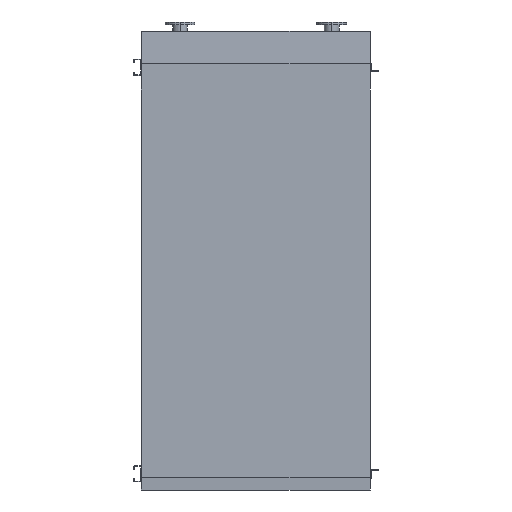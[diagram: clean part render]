
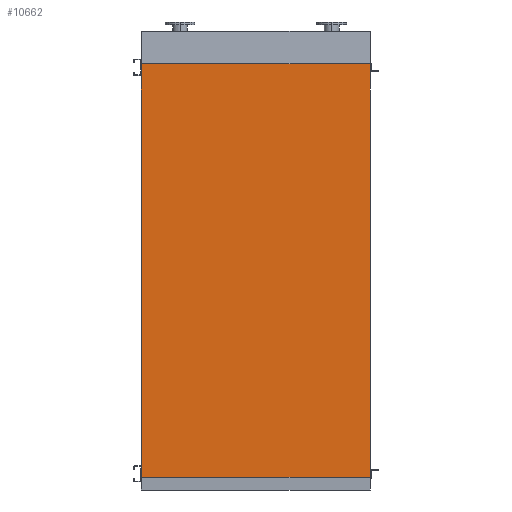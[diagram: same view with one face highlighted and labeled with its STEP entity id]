
A CAD part, front view. The second image highlights one B-rep face of the part: STEP entity #10662.
In plain terms, the highlighted planar face has unit normal (0, -1, 0).
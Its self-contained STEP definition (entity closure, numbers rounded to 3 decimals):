
#359 = CARTESIAN_POINT ( 'NONE',  ( 845., 0., -3050. ) ) ;
#750 = VECTOR ( 'NONE', #4068, 1000. ) ;
#1029 = VERTEX_POINT ( 'NONE', #9674 ) ;
#1393 = CARTESIAN_POINT ( 'NONE',  ( -845., 0., 0. ) ) ;
#1447 = LINE ( 'NONE', #1393, #8468 ) ;
#1552 = CARTESIAN_POINT ( 'NONE',  ( -845., 0., -3050. ) ) ;
#2095 = VERTEX_POINT ( 'NONE', #5654 ) ;
#3353 = EDGE_CURVE ( 'NONE', #9113, #10496, #1447, .T. ) ;
#3620 = EDGE_CURVE ( 'NONE', #2095, #10496, #5021, .T. ) ;
#3841 = CARTESIAN_POINT ( 'NONE',  ( -845., 0., -3050. ) ) ;
#3958 = LINE ( 'NONE', #3841, #8716 ) ;
#4068 = DIRECTION ( 'NONE',  ( 0., 0., 1. ) ) ;
#4423 = DIRECTION ( 'NONE',  ( 0., -1., 0. ) ) ;
#4486 = VECTOR ( 'NONE', #11666, 1000. ) ;
#5021 = LINE ( 'NONE', #359, #750 ) ;
#5259 = PLANE ( 'NONE',  #11066 ) ;
#5646 = ORIENTED_EDGE ( 'NONE', *, *, #3620, .T. ) ;
#5654 = CARTESIAN_POINT ( 'NONE',  ( 845., 0., -3050. ) ) ;
#5748 = ORIENTED_EDGE ( 'NONE', *, *, #3353, .F. ) ;
#6286 = LINE ( 'NONE', #6403, #4486 ) ;
#6403 = CARTESIAN_POINT ( 'NONE',  ( -845., 0., -3050. ) ) ;
#6906 = ORIENTED_EDGE ( 'NONE', *, *, #11110, .F. ) ;
#7630 = ORIENTED_EDGE ( 'NONE', *, *, #8808, .T. ) ;
#8007 = CARTESIAN_POINT ( 'NONE',  ( -845., 0., 0. ) ) ;
#8468 = VECTOR ( 'NONE', #8577, 1000. ) ;
#8577 = DIRECTION ( 'NONE',  ( 1., 0., 0. ) ) ;
#8716 = VECTOR ( 'NONE', #11028, 1000. ) ;
#8742 = DIRECTION ( 'NONE',  ( 0., 0., -1. ) ) ;
#8808 = EDGE_CURVE ( 'NONE', #1029, #2095, #3958, .T. ) ;
#9113 = VERTEX_POINT ( 'NONE', #8007 ) ;
#9674 = CARTESIAN_POINT ( 'NONE',  ( -845., 0., -3050. ) ) ;
#10085 = CARTESIAN_POINT ( 'NONE',  ( 845., 0., 0. ) ) ;
#10496 = VERTEX_POINT ( 'NONE', #10085 ) ;
#10662 = ADVANCED_FACE ( 'NONE', ( #10736 ), #5259, .T. ) ;
#10736 = FACE_OUTER_BOUND ( 'NONE', #10764, .T. ) ;
#10764 = EDGE_LOOP ( 'NONE', ( #5748, #6906, #7630, #5646 ) ) ;
#11028 = DIRECTION ( 'NONE',  ( 1., 0., 0. ) ) ;
#11066 = AXIS2_PLACEMENT_3D ( 'NONE', #1552, #4423, #8742 ) ;
#11110 = EDGE_CURVE ( 'NONE', #1029, #9113, #6286, .T. ) ;
#11666 = DIRECTION ( 'NONE',  ( 0., 0., 1. ) ) ;
